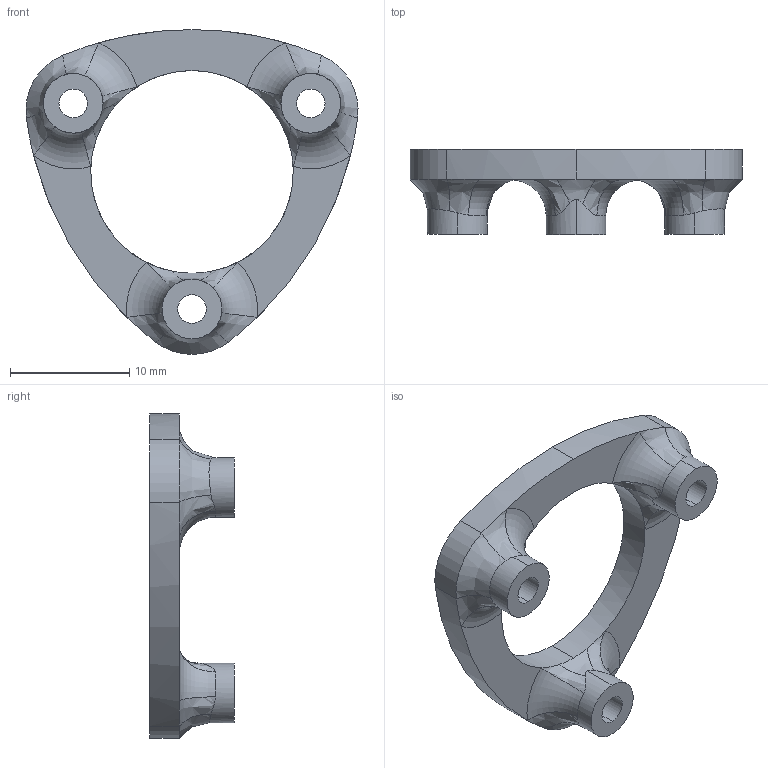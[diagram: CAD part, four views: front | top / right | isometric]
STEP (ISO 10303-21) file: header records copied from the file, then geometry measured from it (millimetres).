
FILE_DESCRIPTION (( 'STEP AP203' ), '1' );
FILE_NAME ('自平衡三角适配器3205B.STEP', '2023-10-31T13:01:04', ( 'jzc' ), ( '' ), 'SwSTEP 2.0', 'SolidWorks 2022', '' );
FILE_SCHEMA (( 'CONFIG_CONTROL_DESIGN' ));
Length unit declared in the file: millimetre
Products named in the file (1): 自平衡三角适配器3205B
Bounding box: 27.84 x 7.1 x 27.23 mm (x, y, z)
Volume: 1072.4 mm3; surface area: 1320.1 mm2
Topology: 1 solids, 1 shells, 52 faces, 135 edges, 84 vertices
Faces by surface type: cylinder 21, bspline 18, plane 7, torus 6
Entity records: 2682 total; most frequent: CARTESIAN_POINT 1411, ORIENTED_EDGE 270, DIRECTION 239, EDGE_CURVE 135, AXIS2_PLACEMENT_3D 109, VERTEX_POINT 84, CIRCLE 74, EDGE_LOOP 59
